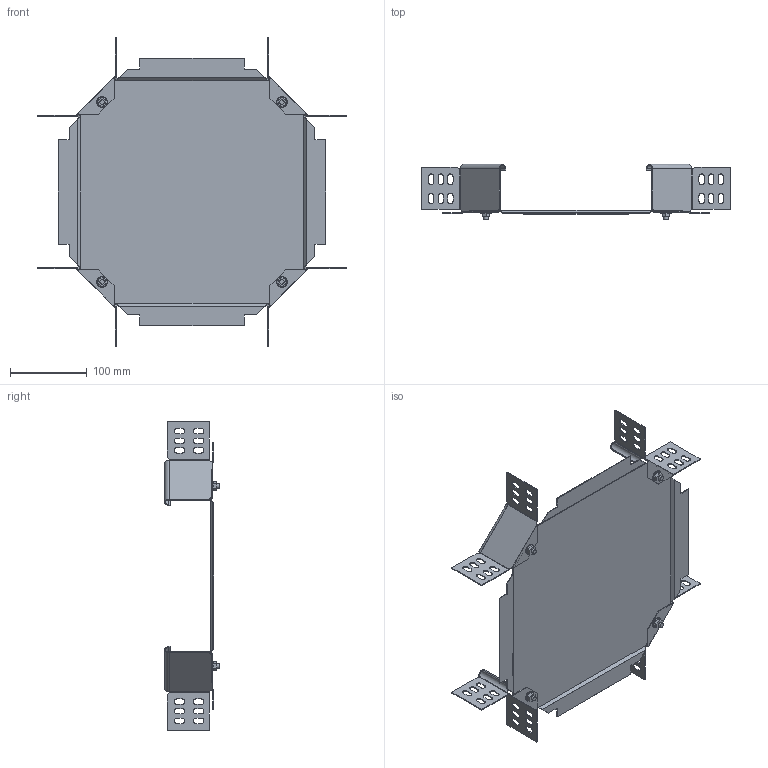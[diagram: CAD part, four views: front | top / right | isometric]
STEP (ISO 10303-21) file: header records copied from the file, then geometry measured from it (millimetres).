
FILE_DESCRIPTION (( 'STEP AP214' ), '1' );
FILE_NAME ('6043623.stp', '2022-08-04T14:29:40', ( '' ), ( '' ), 'SwSTEP 2.0', 'SolidWorks 2020', '' );
FILE_SCHEMA (( 'AUTOMOTIVE_DESIGN' ));
Length unit declared in the file: millimetre
Products named in the file (5): 074444_Standard; KTS 14.001-017_M8x25-; 6043623; KTS 07.047-001_Winkelverbinder 90ø; 009561_Hexagon Flange Nut DIN 6923 - M6 - C
Assembly tree (13 placements, depth 2):
  6043623
    074444_Standard
    KTS 07.047-001_Winkelverbinder 90ø  x4
    KTS 14.001-017_M8x25-  x4
    009561_Hexagon Flange Nut DIN 6923 - M6 - C  x4
Bounding box: 402.86 x 71.78 x 402.86 mm (x, y, z)
Volume: 158017.4 mm3; surface area: 295841 mm2
Topology: 13 solids, 13 shells, 558 faces, 1492 edges, 968 vertices
Faces by surface type: plane 374, cylinder 148, bspline 24, sphere 4, torus 4, cone 4
Full cylindrical faces by diameter (mm): 5 x4, 6 x4, 14 x4
Entity records: 7190 total; most frequent: CARTESIAN_POINT 1831, ORIENTED_EDGE 1128, DIRECTION 936, EDGE_CURVE 564, LINE 374, VECTOR 374, VERTEX_POINT 372, AXIS2_PLACEMENT_3D 281
